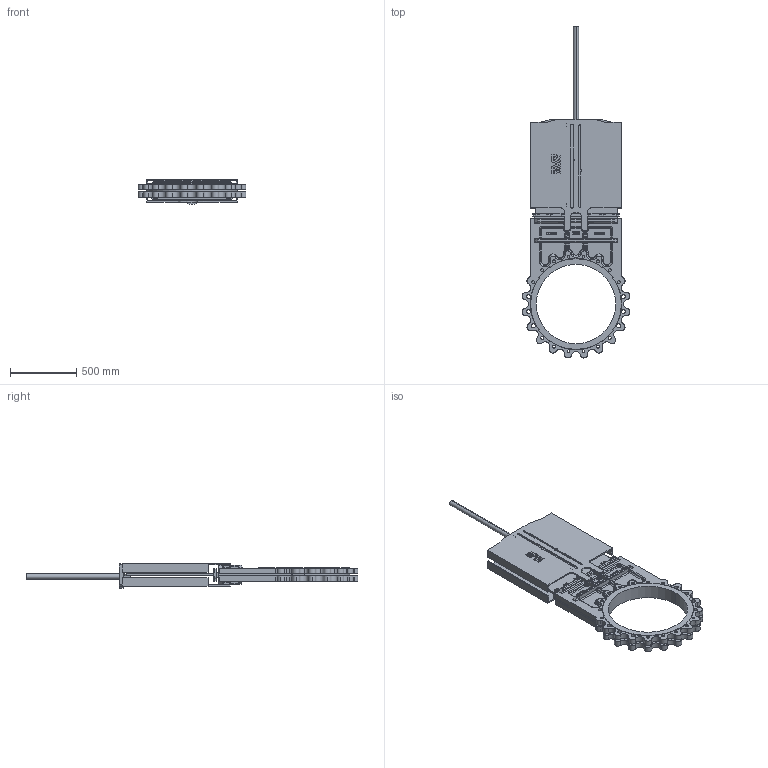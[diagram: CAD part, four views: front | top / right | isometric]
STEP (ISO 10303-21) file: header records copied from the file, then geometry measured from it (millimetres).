
FILE_DESCRIPTION (( 'STEP AP203' ), '1' );
FILE_NAME ('70260050034.STEP', '2017-04-12T07:32:20', ( '' ), ( '' ), 'SwSTEP 2.0', 'SolidWorks 2016', '' );
FILE_SCHEMA (( 'CONFIG_CONTROL_DESIGN' ));
Length unit declared in the file: millimetre
Products named in the file (1): 70260050034
Bounding box: 816.52 x 2512.76 x 187.2 mm (x, y, z)
Volume: 57028198.2 mm3; surface area: 5171401.4 mm2
Topology: 1 solids, 1 shells, 1795 faces, 4873 edges, 3082 vertices
Faces by surface type: cylinder 805, plane 625, bspline 188, torus 140, sphere 36, cone 1
Entity records: 69711 total; most frequent: CARTESIAN_POINT 24571, ORIENTED_EDGE 9618, DIRECTION 9334, EDGE_CURVE 4809, AXIS2_PLACEMENT_3D 3359, VERTEX_POINT 3082, VECTOR 2616, LINE 2616
